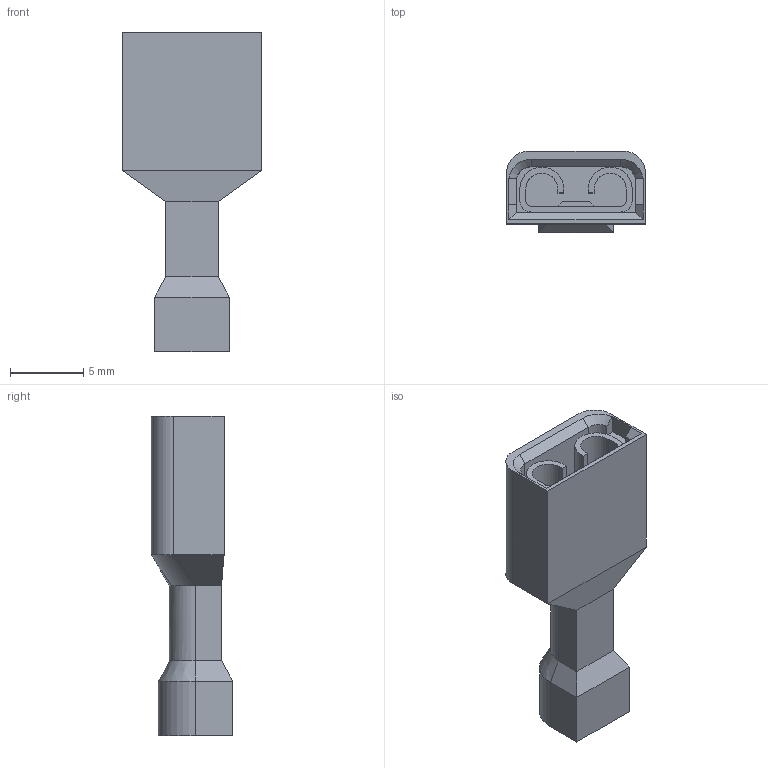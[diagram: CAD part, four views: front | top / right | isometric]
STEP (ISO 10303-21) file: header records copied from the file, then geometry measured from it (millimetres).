
FILE_DESCRIPTION(/* description */ ('Ultra Fast, 16-14AWG, .032x.250 mating tab'),/* implementation_level */ '2;1');
FILE_NAME(/* name */ '80610047591.ipt.stp',/* time_stamp */ '2017-12-12T12:07:36-08:00',/* author */ ('Autodesk Inc.'),/* organization */ ('Autodesk Inc.'),/* preprocessor_version */ 'ST-DEVELOPER v16.13',/* originating_system */ 'Autodesk Inventor 2018',/* authorisation */ '');
FILE_SCHEMA (('AUTOMOTIVE_DESIGN { 1 0 10303 214 3 1 1 }'));
Length unit declared in the file: millimetre
Products named in the file (1): 806100477591
Bounding box: 9.47 x 5.54 x 21.72 mm (x, y, z)
Volume: 428.4 mm3; surface area: 1095.8 mm2
Topology: 1 solids, 3 shells, 95 faces, 232 edges, 147 vertices
Faces by surface type: plane 66, cylinder 22, cone 4, bspline 3
Full cylindrical faces by diameter (mm): 1.499 x1, 2.311 x3, 2.438 x3, 3.556 x1
Entity records: 2927 total; most frequent: CARTESIAN_POINT 633, DIRECTION 458, ORIENTED_EDGE 442, EDGE_CURVE 221, LINE 166, VECTOR 166, AXIS2_PLACEMENT_3D 146, VERTEX_POINT 145
